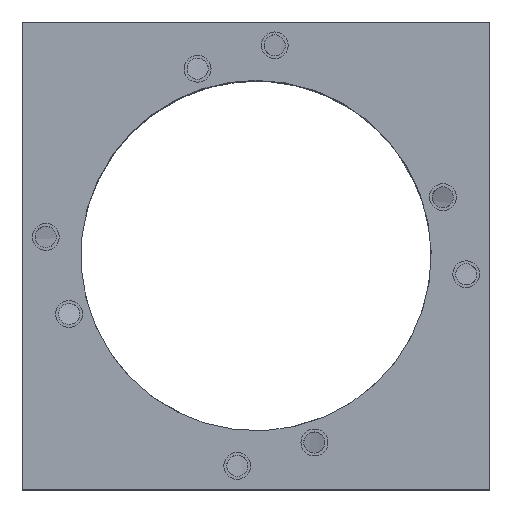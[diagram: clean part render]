
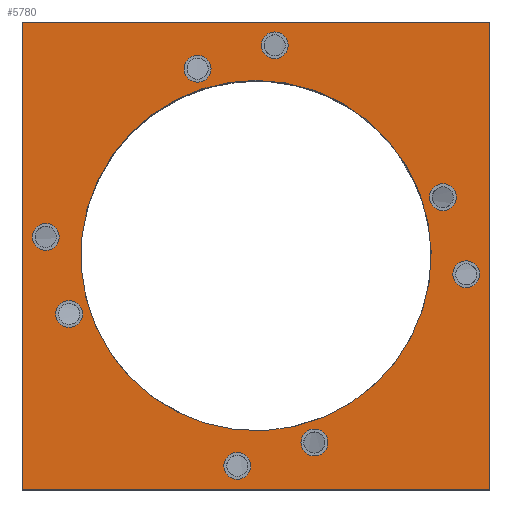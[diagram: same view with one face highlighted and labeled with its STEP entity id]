
A CAD part, top view. The second image highlights one B-rep face of the part: STEP entity #5780.
In plain terms, the highlighted planar face has unit normal (0, 0, 1).
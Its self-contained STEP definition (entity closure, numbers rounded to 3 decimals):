
#5780=ADVANCED_FACE('', (#5790,#5800,#5810,#5820,#5830,#5840,#5850,
#5860,#5870,#5880), #5890, .T.);
#24260=AXIS2_PLACEMENT_3D('Ax2Pl3d', #24270, #24280, #24290);
#25220=AXIS2_PLACEMENT_3D('Ax2Pl3d', #25230, #25240, #25250);
#25260=AXIS2_PLACEMENT_3D('Ax2Pl3d', #25270, #25280, #25290);
#25300=AXIS2_PLACEMENT_3D('Ax2Pl3d', #25310, #25320, #25330);
#25340=AXIS2_PLACEMENT_3D('Ax2Pl3d', #25350, #25360, #25370);
#25380=AXIS2_PLACEMENT_3D('Ax2Pl3d', #25390, #25400, #25410);
#25420=AXIS2_PLACEMENT_3D('Ax2Pl3d', #25430, #25440, #25450);
#25460=AXIS2_PLACEMENT_3D('Ax2Pl3d', #25470, #25480, #25490);
#25500=AXIS2_PLACEMENT_3D('Ax2Pl3d', #25510, #25520, #25530);
#25540=AXIS2_PLACEMENT_3D('Ax2Pl3d', #25550, #25560, #25570);
#248290=CARTESIAN_POINT('', (-620.041,258.691,1155.4)
);
#248300=CARTESIAN_POINT('', (-620.041,258.691,1155.4)
);
#248310=CARTESIAN_POINT('', (-620.041,218.691,1155.4)
);
#248570=CARTESIAN_POINT('', (-660.041,218.691,1155.4)
);
#248580=CARTESIAN_POINT('', (-660.041,218.691,1155.4)
);
#248590=CARTESIAN_POINT('', (-660.041,258.691,1155.4)
);
#24270=CARTESIAN_POINT('HicPkt', (-640.041,238.691,
1155.4));
#249660=CARTESIAN_POINT('', (-640.041,253.691,1155.4)
);
#25230=CARTESIAN_POINT('HicPkt', (-660.041,258.691,
1155.4));
#249900=CARTESIAN_POINT('', (-620.041,218.691,1155.4)
);
#249910=CARTESIAN_POINT('', (-660.041,258.691,1155.4)
);
#25270=CARTESIAN_POINT('HicPkt', (-641.641,220.691,
1155.4));
#249920=CARTESIAN_POINT('', (-641.641,221.841,1155.4)
);
#25310=CARTESIAN_POINT('HicPkt', (-635.041,222.691,
1155.4));
#249930=CARTESIAN_POINT('', (-635.041,223.841,1155.4)
);
#25350=CARTESIAN_POINT('HicPkt', (-656.041,233.691,
1155.4));
#249940=CARTESIAN_POINT('', (-656.041,234.841,1155.4)
);
#25390=CARTESIAN_POINT('HicPkt', (-658.041,240.291,
1155.4));
#249950=CARTESIAN_POINT('', (-658.041,241.441,1155.4)
);
#25430=CARTESIAN_POINT('HicPkt', (-624.041,243.691,
1155.4));
#249960=CARTESIAN_POINT('', (-624.041,244.841,1155.4)
);
#25470=CARTESIAN_POINT('HicPkt', (-622.041,237.091,
1155.4));
#249970=CARTESIAN_POINT('', (-622.041,238.241,1155.4)
);
#25510=CARTESIAN_POINT('HicPkt', (-645.041,254.691,
1155.4));
#249980=CARTESIAN_POINT('', (-645.041,255.841,1155.4)
);
#25550=CARTESIAN_POINT('HicPkt', (-638.441,256.691,
1155.4));
#249990=CARTESIAN_POINT('', (-638.441,257.841,1155.4)
);
#253200=CIRCLE('Circle', #24260, 15.);
#253340=CIRCLE('Circle', #25260, 1.15);
#253350=CIRCLE('Circle', #25300, 1.15);
#253360=CIRCLE('Circle', #25340, 1.15);
#253370=CIRCLE('Circle', #25380, 1.15);
#253380=CIRCLE('Circle', #25420, 1.15);
#253390=CIRCLE('Circle', #25460, 1.15);
#253400=CIRCLE('Circle', #25500, 1.15);
#253410=CIRCLE('Circle', #25540, 1.15);
#273900=DIRECTION('', (0.,1.,0.));
#273930=DIRECTION('', (0.,-1.,0.));
#24280=DIRECTION('Axis', (0.,0.,1.));
#24290=DIRECTION('RefDirection', (1.,0.,0.));
#25240=DIRECTION('Axis', (0.,0.,1.));
#25250=DIRECTION('RefDirection', (1.,0.,0.));
#273980=DIRECTION('', (1.,0.,0.));
#273990=DIRECTION('', (-1.,0.,0.));
#25280=DIRECTION('Axis', (0.,0.,1.));
#25290=DIRECTION('RefDirection', (1.,0.,0.));
#25320=DIRECTION('Axis', (0.,0.,1.));
#25330=DIRECTION('RefDirection', (1.,0.,0.));
#25360=DIRECTION('Axis', (0.,0.,1.));
#25370=DIRECTION('RefDirection', (1.,0.,0.));
#25400=DIRECTION('Axis', (0.,0.,1.));
#25410=DIRECTION('RefDirection', (1.,0.,0.));
#25440=DIRECTION('Axis', (0.,0.,1.));
#25450=DIRECTION('RefDirection', (1.,0.,0.));
#25480=DIRECTION('Axis', (0.,0.,1.));
#25490=DIRECTION('RefDirection', (1.,0.,0.));
#25520=DIRECTION('Axis', (0.,0.,1.));
#25530=DIRECTION('RefDirection', (1.,0.,0.));
#25560=DIRECTION('Axis', (0.,0.,1.));
#25570=DIRECTION('RefDirection', (1.,0.,0.));
#274230=EDGE_CURVE('', #274240, #274210, #274250, .T.);
#274760=EDGE_CURVE('', #274770, #274740, #274780, .T.);
#277060=EDGE_CURVE('', #277070, #277070, #253200, .T.);
#277540=EDGE_CURVE('', #274740, #274240, #277550, .T.);
#277560=EDGE_CURVE('', #274210, #274770, #277570, .T.);
#277580=EDGE_CURVE('', #277590, #277590, #253340, .T.);
#277600=EDGE_CURVE('', #277610, #277610, #253350, .T.);
#277620=EDGE_CURVE('', #277630, #277630, #253360, .T.);
#277640=EDGE_CURVE('', #277650, #277650, #253370, .T.);
#277660=EDGE_CURVE('', #277670, #277670, #253380, .T.);
#277680=EDGE_CURVE('', #277690, #277690, #253390, .T.);
#277700=EDGE_CURVE('', #277710, #277710, #253400, .T.);
#277720=EDGE_CURVE('', #277730, #277730, #253410, .T.);
#287230=EDGE_LOOP('Edge_loop', (#287240,#287250,#287260,#287270));
#287280=EDGE_LOOP('Edge_loop', (#287290));
#287300=EDGE_LOOP('Edge_loop', (#287310));
#287320=EDGE_LOOP('Edge_loop', (#287330));
#287340=EDGE_LOOP('Edge_loop', (#287350));
#287360=EDGE_LOOP('Edge_loop', (#287370));
#287380=EDGE_LOOP('Edge_loop', (#287390));
#287400=EDGE_LOOP('Edge_loop', (#287410));
#287420=EDGE_LOOP('Edge_loop', (#287430));
#287440=EDGE_LOOP('Edge_loop', (#287450));
#5800=FACE_BOUND('', #287280, .T.);
#5810=FACE_BOUND('', #287300, .T.);
#5820=FACE_BOUND('', #287320, .T.);
#5830=FACE_BOUND('', #287340, .T.);
#5840=FACE_BOUND('', #287360, .T.);
#5850=FACE_BOUND('', #287380, .T.);
#5860=FACE_BOUND('', #287400, .T.);
#5870=FACE_BOUND('', #287420, .T.);
#5880=FACE_BOUND('', #287440, .T.);
#5790=FACE_OUTER_BOUND('Face_outer_bound', #287230, .T.);
#274250=LINE('Line', #248300, #310240);
#274780=LINE('Line', #248580, #310270);
#277550=LINE('Line', #249900, #310320);
#277570=LINE('Line', #249910, #310330);
#287240=ORIENTED_EDGE('', *, *, #274760, .T.);
#287250=ORIENTED_EDGE('', *, *, #277540, .T.);
#287260=ORIENTED_EDGE('', *, *, #274230, .T.);
#287270=ORIENTED_EDGE('', *, *, #277560, .T.);
#287290=ORIENTED_EDGE('', *, *, #277060, .F.);
#287310=ORIENTED_EDGE('', *, *, #277580, .F.);
#287330=ORIENTED_EDGE('', *, *, #277600, .F.);
#287350=ORIENTED_EDGE('', *, *, #277620, .F.);
#287370=ORIENTED_EDGE('', *, *, #277640, .F.);
#287390=ORIENTED_EDGE('', *, *, #277660, .F.);
#287410=ORIENTED_EDGE('', *, *, #277680, .F.);
#287430=ORIENTED_EDGE('', *, *, #277700, .F.);
#287450=ORIENTED_EDGE('', *, *, #277720, .F.);
#5890=PLANE('Plane', #25220);
#310240=VECTOR('', #273900, 40.);
#310270=VECTOR('', #273930, 40.);
#310320=VECTOR('', #273980, 40.);
#310330=VECTOR('', #273990, 40.);
#274210=VERTEX_POINT('', #248290);
#274240=VERTEX_POINT('', #248310);
#274740=VERTEX_POINT('', #248570);
#274770=VERTEX_POINT('', #248590);
#277070=VERTEX_POINT('', #249660);
#277590=VERTEX_POINT('', #249920);
#277610=VERTEX_POINT('', #249930);
#277630=VERTEX_POINT('', #249940);
#277650=VERTEX_POINT('', #249950);
#277670=VERTEX_POINT('', #249960);
#277690=VERTEX_POINT('', #249970);
#277710=VERTEX_POINT('', #249980);
#277730=VERTEX_POINT('', #249990);
